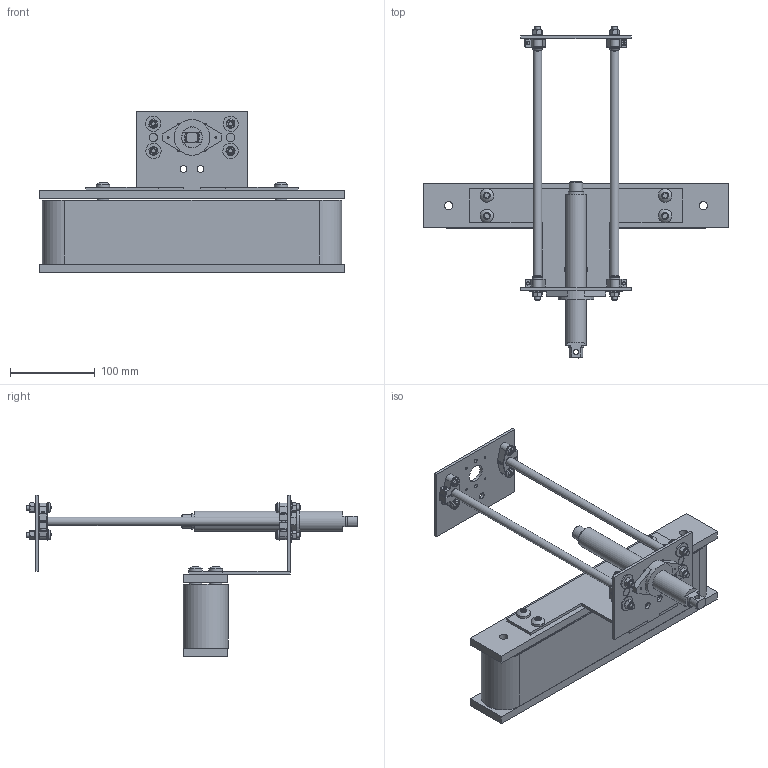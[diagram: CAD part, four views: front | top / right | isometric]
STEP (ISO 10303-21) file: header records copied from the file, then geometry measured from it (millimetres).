
FILE_DESCRIPTION(/* description */ (''),/* implementation_level */ '2;1');
FILE_NAME(/* name */ 'BaseForMatlab.stp',/* time_stamp */ '2021-10-31T16:23:25+02:00',/* author */ ('Mohamed Teleb'),/* organization */ (''),/* preprocessor_version */ 'ST-DEVELOPER v18.1',/* originating_system */ 'Autodesk Inventor 2022',/* authorisation */ '');
FILE_SCHEMA (('AUTOMOTIVE_DESIGN { 1 0 10303 214 3 1 1 }'));
Length unit declared in the file: millimetre
Products named in the file (17): Assembly1; Part7; Part1; SideToConveyer; Hexalobular socket pan head screw ISO 14583 - M8 x 25 - 4.8; ISO 8738 - 8; ISO 4034 - M8; StepperHolder; GuideRod; StepperHolder_1; SHF10; ISO 7093 A - ST 6 - 140 HV; ISO 7045 - M6 x 25 - 4.8 - H; ISO 7092 - ST 6 - 140 HV; ISO 4033 - M6; Pneumatic Cylinder dia 20 L 208 mm.ipt; PneumaticHolder
Assembly tree (56 placements, depth 2):
  Assembly1
    Part1  x2
    Part7
    ISO 8738 - 8  x7
    ISO 4034 - M8  x7
    SideToConveyer
    Hexalobular socket pan head screw ISO 14583 - M8 x 25 - 4.8  x4
    StepperHolder
    SHF10  x4
    GuideRod  x2
    StepperHolder_1
    ISO 7045 - M6 x 25 - 4.8 - H  x8
    ISO 7093 A - ST 6 - 140 HV  x4
    ISO 4033 - M6  x8
    ISO 7092 - ST 6 - 140 HV  x4
    Pneumatic Cylinder dia 20 L 208 mm.ipt
    PneumaticHolder
Bounding box: 360 x 391.2 x 190.9 mm (x, y, z)
Volume: 747349.5 mm3; surface area: 375867.3 mm2
Topology: 60 solids, 60 shells, 1132 faces, 2714 edges, 1725 vertices
Faces by surface type: plane 621, cylinder 228, cone 223, torus 48, sphere 8, bspline 4
Full cylindrical faces by diameter (mm): 2 x4, 2.459 x8, 4 x12, 4.917 x8, 5 x2, 5.459 x8, 5.5 x1, 6 x9, 6.4 x8, 6.6 x8, 6.647 x7, 6.8 x8, 7 x4, 8 x29, 10 x10, 11 x4, 15 x7, 16 x5, 18 x5, 21.3 x1, 24 x1, 25 x2, 42 x1
Entity records: 10867 total; most frequent: CARTESIAN_POINT 2000, DIRECTION 1780, ORIENTED_EDGE 1566, EDGE_CURVE 783, AXIS2_PLACEMENT_3D 667, VERTEX_POINT 504, LINE 446, VECTOR 446
